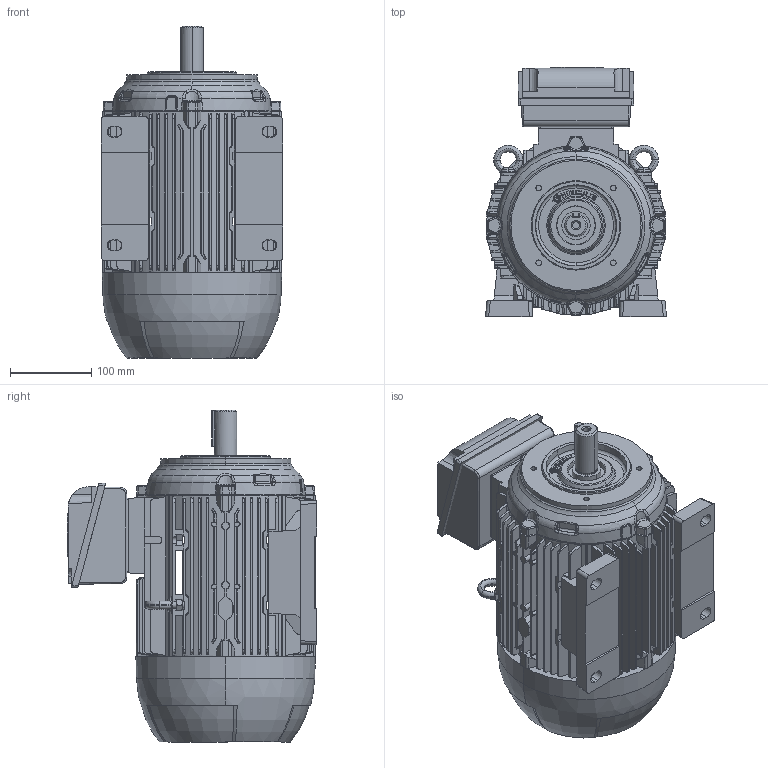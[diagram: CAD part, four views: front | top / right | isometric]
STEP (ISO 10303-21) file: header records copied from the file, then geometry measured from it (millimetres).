
FILE_DESCRIPTION (( 'STEP AP203' ), '1' );
FILE_NAME ('112S_CP_DI_TOP.STEP', '2022-06-28T20:07:03', ( '' ), ( '' ), 'SwSTEP 2.0', 'SolidWorks 2020', '' );
FILE_SCHEMA (( 'CONFIG_CONTROL_DESIGN' ));
Products named in the file (1): 112S_CP_DI_TOP
Bounding box: 222.99 x 306.69 x 408.5 mm (x, y, z)
Surface area: 728995.7 mm2 (no closed solid volume)
Topology: 0 solids, 16 shells, 1756 faces, 5434 edges, 3678 vertices
Faces by surface type: plane 935, cylinder 371, cone 218, bspline 145, torus 79, sphere 8
Entity records: 67980 total; most frequent: CARTESIAN_POINT 23699, ORIENTED_EDGE 9682, DIRECTION 8027, EDGE_CURVE 5432, VERTEX_POINT 3678, LINE 2955, VECTOR 2955, AXIS2_PLACEMENT_3D 2536
